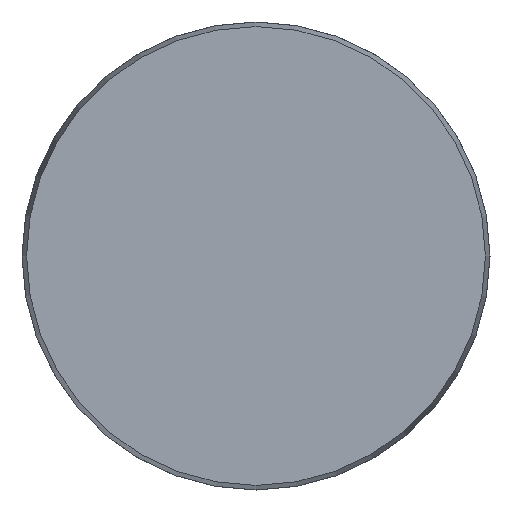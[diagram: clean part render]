
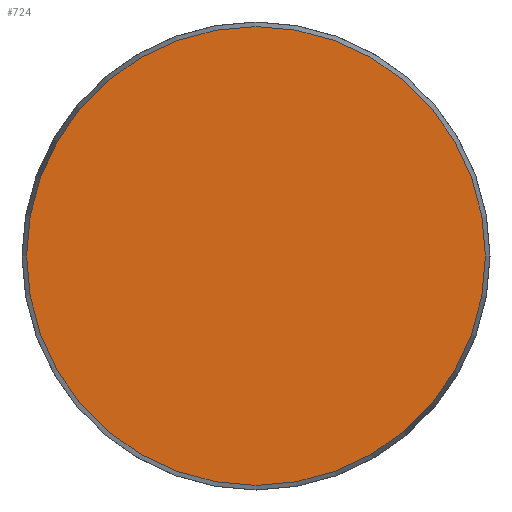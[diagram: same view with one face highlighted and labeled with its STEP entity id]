
A CAD part, front view. The second image highlights one B-rep face of the part: STEP entity #724.
In plain terms, the highlighted planar face has unit normal (0, -1, 0).
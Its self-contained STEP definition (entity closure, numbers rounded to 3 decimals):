
#1 = CARTESIAN_POINT ( 'NONE',  ( -28.425, 0., 0. ) ) ;
#26 = AXIS2_PLACEMENT_3D ( 'NONE', #1, #751, #161 ) ;
#40 = ORIENTED_EDGE ( 'NONE', *, *, #728, .T. ) ;
#76 = VERTEX_POINT ( 'NONE', #611 ) ;
#137 = CIRCLE ( 'NONE', #606, 28.425 ) ;
#161 = DIRECTION ( 'NONE',  ( 0., 0., 1. ) ) ;
#224 = CARTESIAN_POINT ( 'NONE',  ( 0., 0., 0. ) ) ;
#288 = FACE_OUTER_BOUND ( 'NONE', #660, .T. ) ;
#466 = DIRECTION ( 'NONE',  ( 0., -1., 0. ) ) ;
#469 = DIRECTION ( 'NONE',  ( 0., 0., -1. ) ) ;
#527 = PLANE ( 'NONE',  #26 ) ;
#606 = AXIS2_PLACEMENT_3D ( 'NONE', #224, #466, #469 ) ;
#611 = CARTESIAN_POINT ( 'NONE',  ( 0., 0., -28.425 ) ) ;
#660 = EDGE_LOOP ( 'NONE', ( #40 ) ) ;
#724 = ADVANCED_FACE ( 'NONE', ( #288 ), #527, .F. ) ;
#728 = EDGE_CURVE ( 'NONE', #76, #76, #137, .T. ) ;
#751 = DIRECTION ( 'NONE',  ( 0., 1., 0. ) ) ;
